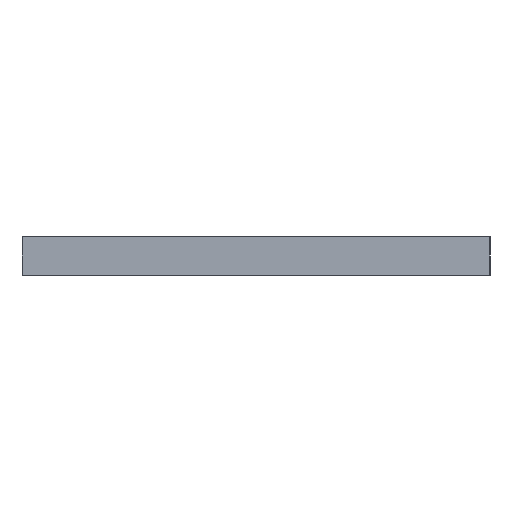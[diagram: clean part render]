
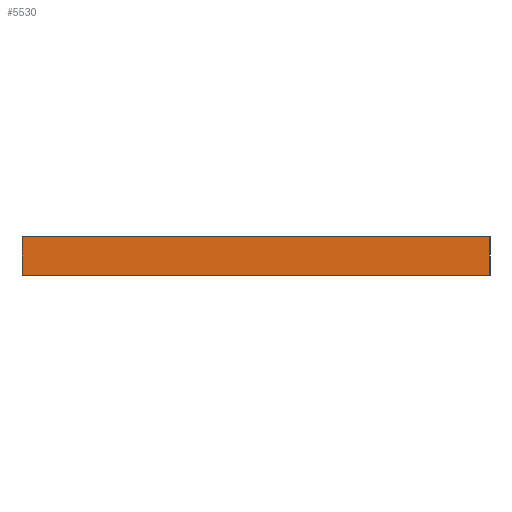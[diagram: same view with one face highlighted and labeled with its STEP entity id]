
A CAD part, left-side view. The second image highlights one B-rep face of the part: STEP entity #5530.
In plain terms, the highlighted planar face has unit normal (-1, 0, 0).
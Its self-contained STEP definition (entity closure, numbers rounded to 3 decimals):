
#298=PLANE('',#5814);
#560=FACE_OUTER_BOUND('',#837,.T.);
#837=EDGE_LOOP('',(#5177,#5178,#5179,#5180));
#884=LINE('',#7208,#1656);
#1623=LINE('',#8683,#2395);
#1624=LINE('',#8686,#2396);
#1625=LINE('',#8687,#2397);
#1656=VECTOR('',#5886,10.);
#2395=VECTOR('',#7117,10.);
#2396=VECTOR('',#7120,10.);
#2397=VECTOR('',#7121,10.);
#2433=VERTEX_POINT('',#7201);
#2436=VERTEX_POINT('',#7206);
#2926=VERTEX_POINT('',#8681);
#2927=VERTEX_POINT('',#8685);
#2964=EDGE_CURVE('',#2436,#2433,#884,.T.);
#3703=EDGE_CURVE('',#2436,#2926,#1623,.T.);
#3704=EDGE_CURVE('',#2927,#2926,#1624,.T.);
#3705=EDGE_CURVE('',#2433,#2927,#1625,.T.);
#5177=ORIENTED_EDGE('',*,*,#3703,.T.);
#5178=ORIENTED_EDGE('',*,*,#3704,.F.);
#5179=ORIENTED_EDGE('',*,*,#3705,.F.);
#5180=ORIENTED_EDGE('',*,*,#2964,.F.);
#5530=ADVANCED_FACE('',(#560),#298,.T.);
#5814=AXIS2_PLACEMENT_3D('',#8684,#7118,#7119);
#5886=DIRECTION('',(0.,1.,0.));
#7117=DIRECTION('',(0.,0.,1.));
#7118=DIRECTION('center_axis',(-1.,0.,0.));
#7119=DIRECTION('ref_axis',(0.,-1.,0.));
#7120=DIRECTION('',(0.,-1.,0.));
#7121=DIRECTION('',(0.,0.,1.));
#7201=CARTESIAN_POINT('',(0.,0.,-3.25));
#7206=CARTESIAN_POINT('',(0.,-57.15,-3.25));
#7208=CARTESIAN_POINT('',(0.,-57.15,-3.25));
#8681=CARTESIAN_POINT('',(0.,-57.15,1.5));
#8683=CARTESIAN_POINT('',(0.,-57.15,0.));
#8684=CARTESIAN_POINT('Origin',(0.,0.,0.));
#8685=CARTESIAN_POINT('',(0.,0.,1.5));
#8686=CARTESIAN_POINT('',(0.,0.,1.5));
#8687=CARTESIAN_POINT('',(0.,0.,0.));
